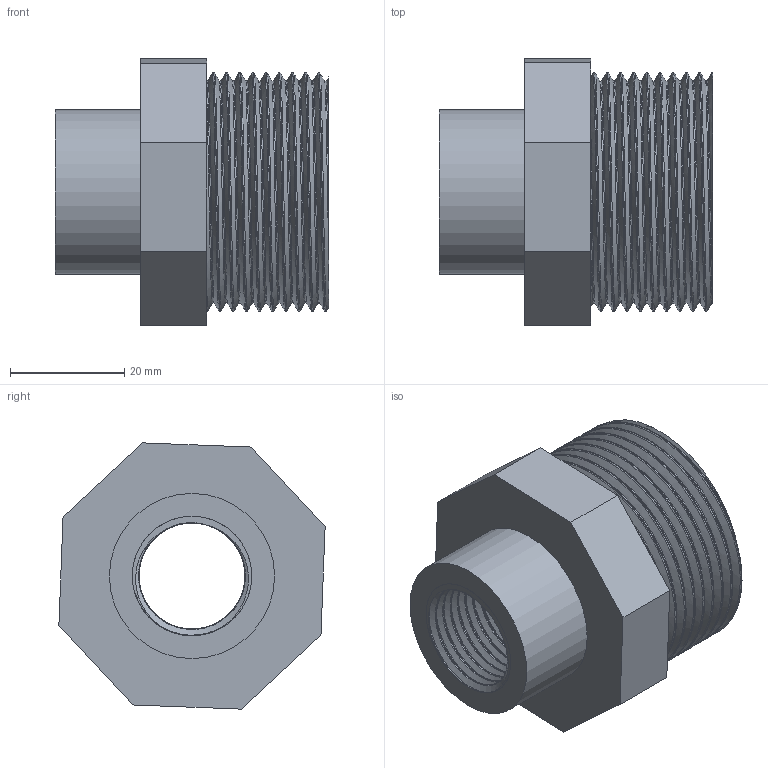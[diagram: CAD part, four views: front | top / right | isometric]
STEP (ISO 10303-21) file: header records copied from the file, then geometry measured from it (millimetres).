
FILE_DESCRIPTION(/* description */ (''),/* implementation_level */ '2;1');
FILE_NAME(/* name */ 'RE61040B.ipt.stp',/* time_stamp */ '2017-01-25T09:59:36+01:00',/* author */ ('Eugenio'),/* organization */ (''),/* preprocessor_version */ 'ST-DEVELOPER v16.5',/* originating_system */ 'Autodesk Inventor 2017',/* authorisation */ '');
FILE_SCHEMA (('AUTOMOTIVE_DESIGN { 1 0 10303 214 3 1 1 }'));
Length unit declared in the file: millimetre
Products named in the file (1): RE61040B
Bounding box: 48 x 46.7 x 46.7 mm (x, y, z)
Volume: 25557.1 mm3; surface area: 23056.5 mm2
Topology: 3 solids, 3 shells, 41 faces, 90 edges, 60 vertices
Faces by surface type: plane 19, bspline 12, cylinder 10
Full cylindrical faces by diameter (mm): 19.96 x1, 20.96 x3, 28.96 x1, 33.91 x1, 38.896 x2
Entity records: 9257 total; most frequent: CARTESIAN_POINT 8435, ORIENTED_EDGE 164, DIRECTION 124, EDGE_CURVE 82, EDGE_LOOP 60, VERTEX_POINT 60, AXIS2_PLACEMENT_3D 50, FACE_OUTER_BOUND 41
